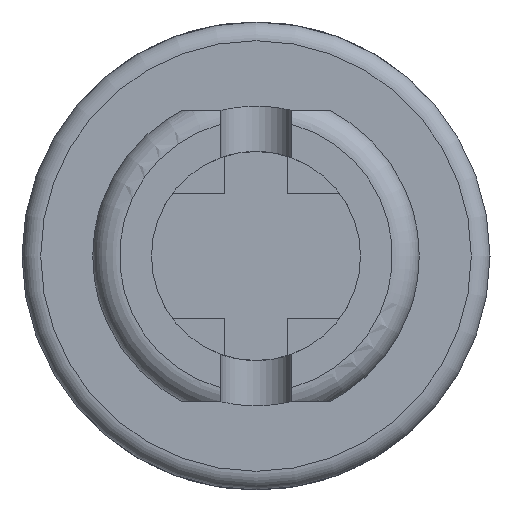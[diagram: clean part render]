
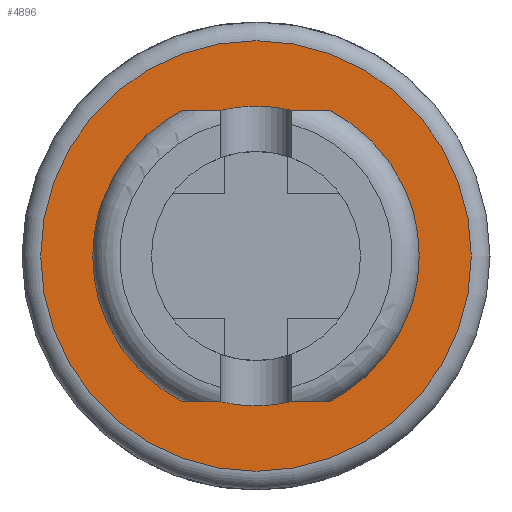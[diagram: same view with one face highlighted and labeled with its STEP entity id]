
A CAD part, left-side view. The second image highlights one B-rep face of the part: STEP entity #4896.
In plain terms, the highlighted planar face has unit normal (-1, 0, 0).
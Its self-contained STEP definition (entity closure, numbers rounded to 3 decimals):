
#16=FACE_BOUND('',#1691,.T.);
#1410=FACE_OUTER_BOUND('',#1690,.T.);
#1690=EDGE_LOOP('',(#4092,#4093));
#1691=EDGE_LOOP('',(#4094,#4095));
#1873=CIRCLE('',#5299,3.45);
#1874=CIRCLE('',#5300,3.45);
#1881=CIRCLE('',#5310,2.4);
#1882=CIRCLE('',#5311,2.4);
#2303=VERTEX_POINT('',#8210);
#2304=VERTEX_POINT('',#8211);
#2308=VERTEX_POINT('',#8262);
#2309=VERTEX_POINT('',#8264);
#2956=EDGE_CURVE('',#2303,#2304,#1873,.T.);
#2957=EDGE_CURVE('',#2304,#2303,#1874,.T.);
#2967=EDGE_CURVE('',#2308,#2309,#1881,.T.);
#2968=EDGE_CURVE('',#2309,#2308,#1882,.T.);
#4092=ORIENTED_EDGE('',*,*,#2956,.T.);
#4093=ORIENTED_EDGE('',*,*,#2957,.T.);
#4094=ORIENTED_EDGE('',*,*,#2968,.F.);
#4095=ORIENTED_EDGE('',*,*,#2967,.F.);
#4618=PLANE('',#5316);
#4896=ADVANCED_FACE('',(#1410,#16),#4618,.T.);
#5299=AXIS2_PLACEMENT_3D('',#8212,#6552,#6553);
#5300=AXIS2_PLACEMENT_3D('',#8213,#6554,#6555);
#5310=AXIS2_PLACEMENT_3D('',#8265,#6575,#6576);
#5311=AXIS2_PLACEMENT_3D('',#8266,#6577,#6578);
#5316=AXIS2_PLACEMENT_3D('',#8307,#6587,#6588);
#6552=DIRECTION('center_axis',(-1.,0.,0.));
#6553=DIRECTION('ref_axis',(0.,0.,-1.));
#6554=DIRECTION('center_axis',(-1.,0.,0.));
#6555=DIRECTION('ref_axis',(0.,0.,-1.));
#6575=DIRECTION('center_axis',(-1.,0.,0.));
#6576=DIRECTION('ref_axis',(0.,0.,-1.));
#6577=DIRECTION('center_axis',(-1.,0.,0.));
#6578=DIRECTION('ref_axis',(0.,0.,-1.));
#6587=DIRECTION('center_axis',(-1.,0.,0.));
#6588=DIRECTION('ref_axis',(0.,0.,-1.));
#8210=CARTESIAN_POINT('',(-0.825,-3.45,0.));
#8211=CARTESIAN_POINT('',(-0.825,0.,3.45));
#8212=CARTESIAN_POINT('Origin',(-0.825,0.,0.));
#8213=CARTESIAN_POINT('Origin',(-0.825,0.,0.));
#8262=CARTESIAN_POINT('',(-0.825,2.4,0.));
#8264=CARTESIAN_POINT('',(-0.825,-2.4,0.));
#8265=CARTESIAN_POINT('Origin',(-0.825,0.,0.));
#8266=CARTESIAN_POINT('Origin',(-0.825,0.,0.));
#8307=CARTESIAN_POINT('Origin',(-0.825,-2.4,0.));
